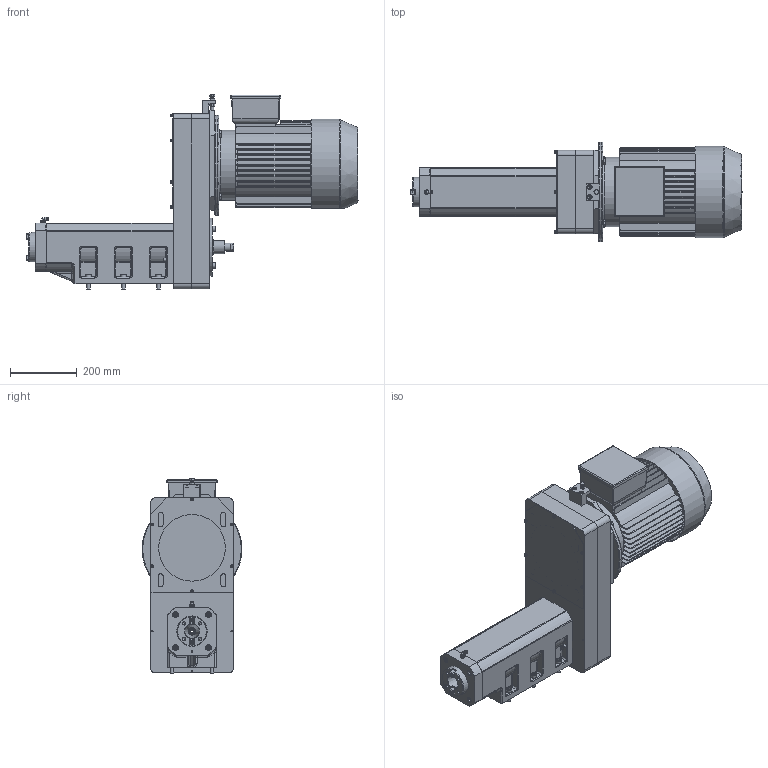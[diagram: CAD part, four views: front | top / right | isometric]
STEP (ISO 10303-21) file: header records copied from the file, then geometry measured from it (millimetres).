
FILE_DESCRIPTION(/* description */ ('Unknown'),/* implementation_level */ '2;1');
FILE_NAME(/* name */ 'CG.40',/* time_stamp */ '2024-11-20T11:28:13+01:00',/* author */ ('Unknown'),/* organization */ ('Unknown'),/* preprocessor_version */ 'ST-DEVELOPER v19.4',/* originating_system */ 'Solid Edge',/* authorisation */ 'Unknown');
FILE_SCHEMA (('AUTOMOTIVE_DESIGN {1 0 10303 214 3 1 1}'));
Length unit declared in the file: millimetre
Products named in the file (1): CG.40
Bounding box: 996 x 300 x 583.1 mm (x, y, z)
Surface area: 2097144.8 mm2 (no closed solid volume)
Topology: 0 solids, 102 shells, 1237 faces, 3599 edges, 2376 vertices
Faces by surface type: plane 553, cylinder 353, cone 152, torus 137, bspline 31, sphere 11
Full cylindrical faces by diameter (mm): 4.134 x3, 4.2 x1, 8 x3, 8.5 x6, 9 x2, 10 x14, 10.106 x4, 11 x1, 11.5 x2, 12 x2, 12.8 x1, 14.376 x1, 14.5 x2, 16 x14, 17.5 x10, 18 x1, 24 x4, 25 x1, 40 x1, 45 x1, 50 x1, 88.882 x1, 175 x1, 210 x2, 300 x1
Entity records: 45785 total; most frequent: CARTESIAN_POINT 14327, DIRECTION 6041, ORIENTED_EDGE 5748, EDGE_CURVE 3307, VERTEX_POINT 2340, AXIS2_PLACEMENT_3D 2314, FACE_BOUND 1635, EDGE_LOOP 1595
